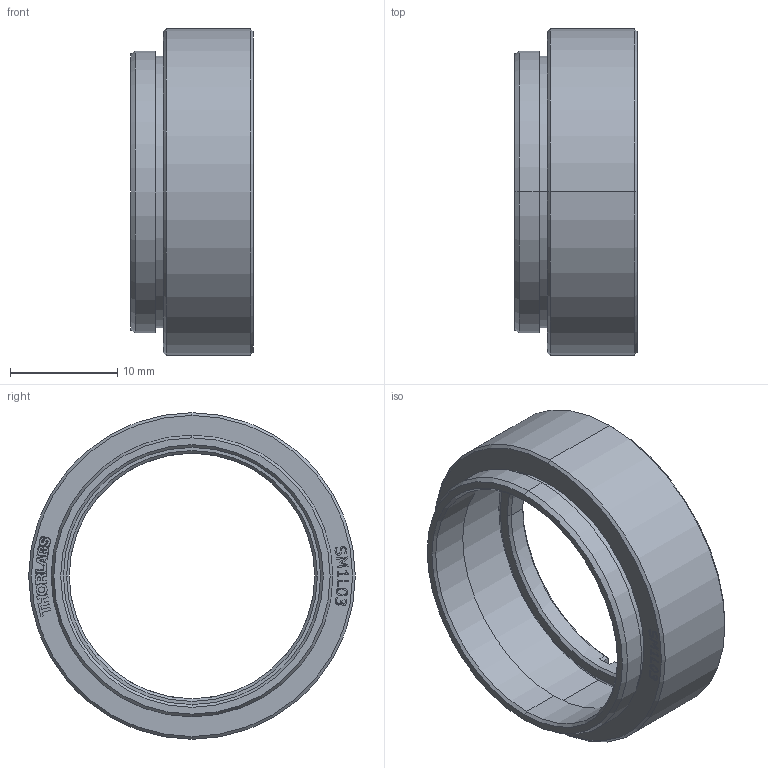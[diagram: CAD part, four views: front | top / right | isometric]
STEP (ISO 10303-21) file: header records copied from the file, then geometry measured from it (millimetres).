
FILE_DESCRIPTION (( 'STEP AP214' ), '1' );
FILE_NAME ('0823-E0W.STEP', '2015-12-22T13:13:45', ( '' ), ( '' ), 'SwSTEP 2.0', 'SolidWorks 2014', '' );
FILE_SCHEMA (( 'AUTOMOTIVE_DESIGN' ));
Length unit declared in the file: inch
Products named in the file (1): 0823-E0W
Bounding box: 11.43 x 30.48 x 30.48 mm (x, y, z)
Volume: 2070.7 mm3; surface area: 3130.5 mm2
Topology: 2 solids, 2 shells, 309 faces, 824 edges, 544 vertices
Faces by surface type: bspline 160, plane 111, cone 22, cylinder 16
Entity records: 16928 total; most frequent: CARTESIAN_POINT 6238, ORIENTED_EDGE 1648, DIRECTION 846, EDGE_CURVE 824, VERTEX_POINT 544, VECTOR 422, LINE 422, B_SPLINE_CURVE_WITH_KNOTS 340
